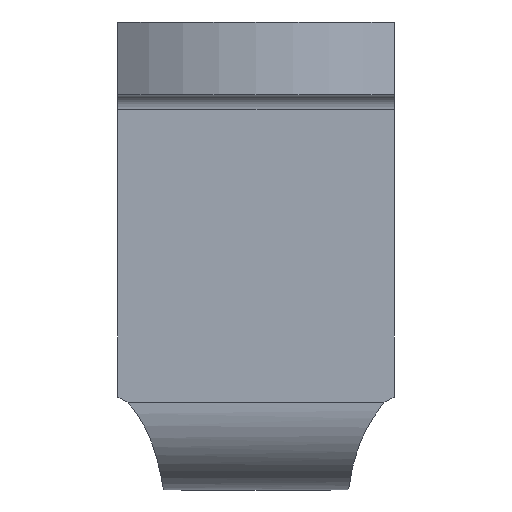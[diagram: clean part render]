
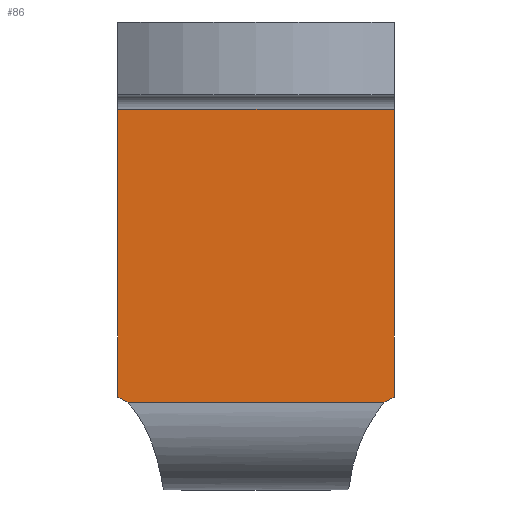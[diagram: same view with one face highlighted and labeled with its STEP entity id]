
A CAD part, left-side view. The second image highlights one B-rep face of the part: STEP entity #86.
In plain terms, the highlighted planar face has unit normal (-1, 0, 0).
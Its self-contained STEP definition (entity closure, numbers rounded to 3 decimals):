
#20 = LINE ( 'NONE', #854, #740 ) ;
#86 = ADVANCED_FACE ( 'NONE', ( #232 ), #728, .F. ) ;
#101 = CARTESIAN_POINT ( 'NONE',  ( 10.374, 0., -1. ) ) ;
#113 = DIRECTION ( 'NONE',  ( 0., 0., 1. ) ) ;
#126 = AXIS2_PLACEMENT_3D ( 'NONE', #810, #154, #556 ) ;
#128 = CARTESIAN_POINT ( 'NONE',  ( 10.374, 9.5, -20.773 ) ) ;
#137 = CIRCLE ( 'NONE', #378, 5. ) ;
#154 = DIRECTION ( 'NONE',  ( 1., 0., 0. ) ) ;
#158 = CARTESIAN_POINT ( 'NONE',  ( 10.374, -9.5, -20.773 ) ) ;
#162 = DIRECTION ( 'NONE',  ( -1., 0., 0. ) ) ;
#194 = ORIENTED_EDGE ( 'NONE', *, *, #788, .T. ) ;
#201 = VECTOR ( 'NONE', #113, 1000. ) ;
#210 = CARTESIAN_POINT ( 'NONE',  ( 10.374, 9.5, -1. ) ) ;
#214 = EDGE_CURVE ( 'NONE', #228, #648, #965, .T. ) ;
#228 = VERTEX_POINT ( 'NONE', #469 ) ;
#232 = FACE_OUTER_BOUND ( 'NONE', #544, .T. ) ;
#246 = CIRCLE ( 'NONE', #456, 5. ) ;
#256 = DIRECTION ( 'NONE',  ( 0., 0., -1. ) ) ;
#277 = CARTESIAN_POINT ( 'NONE',  ( 10.374, 8.786, -21.15 ) ) ;
#299 = ORIENTED_EDGE ( 'NONE', *, *, #776, .F. ) ;
#303 = DIRECTION ( 'NONE',  ( 0., 0., -1. ) ) ;
#324 = DIRECTION ( 'NONE',  ( 0., -1., 0. ) ) ;
#330 = LINE ( 'NONE', #101, #751 ) ;
#378 = AXIS2_PLACEMENT_3D ( 'NONE', #766, #865, #524 ) ;
#399 = VERTEX_POINT ( 'NONE', #210 ) ;
#450 = ORIENTED_EDGE ( 'NONE', *, *, #646, .F. ) ;
#456 = AXIS2_PLACEMENT_3D ( 'NONE', #671, #162, #256 ) ;
#469 = CARTESIAN_POINT ( 'NONE',  ( 10.374, -9.5, -1. ) ) ;
#524 = DIRECTION ( 'NONE',  ( 0., 0., 1. ) ) ;
#544 = EDGE_LOOP ( 'NONE', ( #299, #194, #549, #725, #450, #917 ) ) ;
#549 = ORIENTED_EDGE ( 'NONE', *, *, #1001, .F. ) ;
#556 = DIRECTION ( 'NONE',  ( 0., 0., -1. ) ) ;
#593 = VERTEX_POINT ( 'NONE', #882 ) ;
#646 = EDGE_CURVE ( 'NONE', #399, #228, #330, .T. ) ;
#648 = VERTEX_POINT ( 'NONE', #158 ) ;
#667 = VECTOR ( 'NONE', #303, 1000. ) ;
#671 = CARTESIAN_POINT ( 'NONE',  ( 10.374, -11.467, -25.37 ) ) ;
#679 = EDGE_CURVE ( 'NONE', #685, #399, #690, .T. ) ;
#681 = VERTEX_POINT ( 'NONE', #277 ) ;
#685 = VERTEX_POINT ( 'NONE', #128 ) ;
#690 = LINE ( 'NONE', #1004, #201 ) ;
#725 = ORIENTED_EDGE ( 'NONE', *, *, #214, .F. ) ;
#728 = PLANE ( 'NONE',  #126 ) ;
#740 = VECTOR ( 'NONE', #778, 1000. ) ;
#751 = VECTOR ( 'NONE', #324, 1000. ) ;
#766 = CARTESIAN_POINT ( 'NONE',  ( 10.374, 11.467, -25.37 ) ) ;
#776 = EDGE_CURVE ( 'NONE', #681, #685, #137, .T. ) ;
#778 = DIRECTION ( 'NONE',  ( 0., -1., 0. ) ) ;
#788 = EDGE_CURVE ( 'NONE', #681, #593, #20, .T. ) ;
#810 = CARTESIAN_POINT ( 'NONE',  ( 10.374, 0., 11.498 ) ) ;
#854 = CARTESIAN_POINT ( 'NONE',  ( 10.374, 0., -21.15 ) ) ;
#865 = DIRECTION ( 'NONE',  ( -1., 0., 0. ) ) ;
#882 = CARTESIAN_POINT ( 'NONE',  ( 10.374, -8.786, -21.15 ) ) ;
#917 = ORIENTED_EDGE ( 'NONE', *, *, #679, .F. ) ;
#965 = LINE ( 'NONE', #1025, #667 ) ;
#1001 = EDGE_CURVE ( 'NONE', #648, #593, #246, .T. ) ;
#1004 = CARTESIAN_POINT ( 'NONE',  ( 10.374, 9.5, 3.372 ) ) ;
#1025 = CARTESIAN_POINT ( 'NONE',  ( 10.374, -9.5, 3.372 ) ) ;
